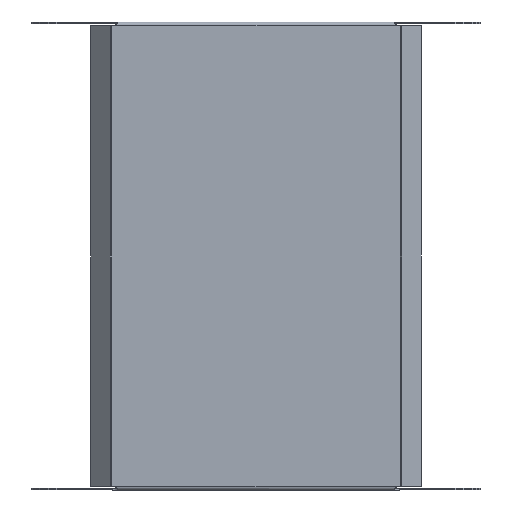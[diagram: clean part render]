
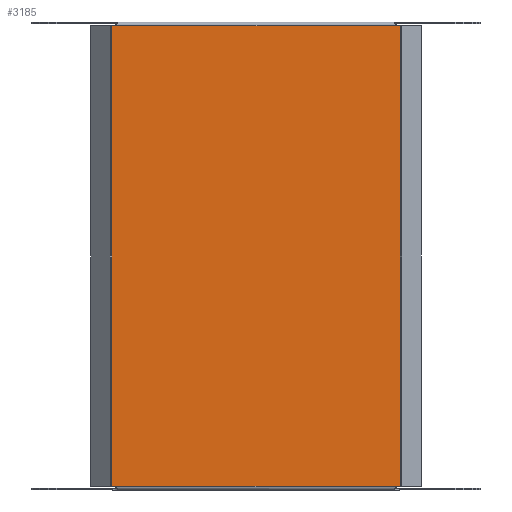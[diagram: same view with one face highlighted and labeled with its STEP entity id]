
A CAD part, front view. The second image highlights one B-rep face of the part: STEP entity #3185.
In plain terms, the highlighted planar face has unit normal (0, -1, 0).
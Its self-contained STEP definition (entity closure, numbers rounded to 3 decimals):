
#8 = CARTESIAN_POINT ( 'NONE',  ( -144., 0., 150. ) ) ;
#37 = CARTESIAN_POINT ( 'NONE',  ( -91.75, 0., 150.75 ) ) ;
#71 = EDGE_CURVE ( 'NONE', #2421, #607, #4622, .T. ) ;
#81 = CARTESIAN_POINT ( 'NONE',  ( 102.907, 0., 150. ) ) ;
#131 = DIRECTION ( 'NONE',  ( 1., 0., 0. ) ) ;
#134 = VECTOR ( 'NONE', #3746, 1000. ) ;
#139 = VERTEX_POINT ( 'NONE', #2906 ) ;
#172 = ORIENTED_EDGE ( 'NONE', *, *, #3432, .T. ) ;
#212 = DIRECTION ( 'NONE',  ( -1., 0., 0. ) ) ;
#267 = CARTESIAN_POINT ( 'NONE',  ( -144., 0., 147.5 ) ) ;
#301 = ORIENTED_EDGE ( 'NONE', *, *, #3836, .F. ) ;
#315 = ORIENTED_EDGE ( 'NONE', *, *, #2061, .F. ) ;
#335 = VERTEX_POINT ( 'NONE', #4649 ) ;
#360 = CARTESIAN_POINT ( 'NONE',  ( -91.75, 0., 147.5 ) ) ;
#393 = DIRECTION ( 'NONE',  ( 0., -1., 0. ) ) ;
#408 = ORIENTED_EDGE ( 'NONE', *, *, #1273, .F. ) ;
#511 = ORIENTED_EDGE ( 'NONE', *, *, #71, .F. ) ;
#538 = LINE ( 'NONE', #1509, #2624 ) ;
#581 = DIRECTION ( 'NONE',  ( 0., 0., -1. ) ) ;
#592 = DIRECTION ( 'NONE',  ( 1., 0., 0. ) ) ;
#607 = VERTEX_POINT ( 'NONE', #949 ) ;
#614 = DIRECTION ( 'NONE',  ( -1., 0., 0. ) ) ;
#704 = AXIS2_PLACEMENT_3D ( 'NONE', #2293, #834, #1161 ) ;
#728 = EDGE_CURVE ( 'NONE', #2444, #4006, #2353, .T. ) ;
#751 = LINE ( 'NONE', #267, #2969 ) ;
#776 = CIRCLE ( 'NONE', #3158, 3.25 ) ;
#794 = ORIENTED_EDGE ( 'NONE', *, *, #3742, .F. ) ;
#807 = ORIENTED_EDGE ( 'NONE', *, *, #2454, .T. ) ;
#834 = DIRECTION ( 'NONE',  ( 0., 1., 0. ) ) ;
#929 = VERTEX_POINT ( 'NONE', #360 ) ;
#949 = CARTESIAN_POINT ( 'NONE',  ( 93.25, 0., 147.5 ) ) ;
#978 = AXIS2_PLACEMENT_3D ( 'NONE', #1765, #3195, #1387 ) ;
#979 = CARTESIAN_POINT ( 'NONE',  ( 102.907, 0., -147.5 ) ) ;
#999 = CARTESIAN_POINT ( 'NONE',  ( -93.25, 0., -147.5 ) ) ;
#1027 = CARTESIAN_POINT ( 'NONE',  ( -93.25, 0., 147.5 ) ) ;
#1161 = DIRECTION ( 'NONE',  ( 0., 0., -1. ) ) ;
#1164 = EDGE_CURVE ( 'NONE', #1777, #2335, #1225, .T. ) ;
#1178 = VECTOR ( 'NONE', #2323, 1000. ) ;
#1181 = CARTESIAN_POINT ( 'NONE',  ( 90.5, 0., 147.75 ) ) ;
#1225 = LINE ( 'NONE', #1264, #2380 ) ;
#1252 = VECTOR ( 'NONE', #592, 1000. ) ;
#1258 = LINE ( 'NONE', #4175, #3253 ) ;
#1264 = CARTESIAN_POINT ( 'NONE',  ( -144., 0., -147.75 ) ) ;
#1273 = EDGE_CURVE ( 'NONE', #607, #4529, #751, .T. ) ;
#1303 = EDGE_CURVE ( 'NONE', #4532, #2128, #1894, .T. ) ;
#1365 = VERTEX_POINT ( 'NONE', #979 ) ;
#1387 = DIRECTION ( 'NONE',  ( 0., 0., -1. ) ) ;
#1391 = LINE ( 'NONE', #999, #4411 ) ;
#1411 = AXIS2_PLACEMENT_3D ( 'NONE', #8, #393, #3736 ) ;
#1509 = CARTESIAN_POINT ( 'NONE',  ( 93.25, 0., -147.5 ) ) ;
#1523 = CARTESIAN_POINT ( 'NONE',  ( 91.75, 0., -147.5 ) ) ;
#1578 = CARTESIAN_POINT ( 'NONE',  ( -93.25, 0., -147.5 ) ) ;
#1668 = ORIENTED_EDGE ( 'NONE', *, *, #1728, .F. ) ;
#1672 = CARTESIAN_POINT ( 'NONE',  ( -102.907, 0., 147.5 ) ) ;
#1686 = CIRCLE ( 'NONE', #4402, 3.25 ) ;
#1701 = VERTEX_POINT ( 'NONE', #4609 ) ;
#1728 = EDGE_CURVE ( 'NONE', #335, #2574, #1391, .T. ) ;
#1759 = EDGE_LOOP ( 'NONE', ( #2942, #4186, #1668, #3298, #301, #408, #511, #2815, #3632, #172, #794, #4260, #315, #2588, #4558, #807 ) ) ;
#1765 = CARTESIAN_POINT ( 'NONE',  ( 91.75, 0., -150.75 ) ) ;
#1766 = PLANE ( 'NONE',  #1411 ) ;
#1777 = VERTEX_POINT ( 'NONE', #2535 ) ;
#1894 = LINE ( 'NONE', #4331, #4416 ) ;
#2061 = EDGE_CURVE ( 'NONE', #1701, #3203, #1258, .T. ) ;
#2128 = VERTEX_POINT ( 'NONE', #1578 ) ;
#2231 = DIRECTION ( 'NONE',  ( 1., 0., 0. ) ) ;
#2275 = VECTOR ( 'NONE', #4408, 1000. ) ;
#2279 = CARTESIAN_POINT ( 'NONE',  ( -91.75, 0., -147.5 ) ) ;
#2293 = CARTESIAN_POINT ( 'NONE',  ( -91.75, 0., -150.75 ) ) ;
#2323 = DIRECTION ( 'NONE',  ( 0., 0., -1. ) ) ;
#2335 = VERTEX_POINT ( 'NONE', #2774 ) ;
#2336 = CARTESIAN_POINT ( 'NONE',  ( -144., 0., 147.75 ) ) ;
#2353 = LINE ( 'NONE', #2336, #2475 ) ;
#2380 = VECTOR ( 'NONE', #2759, 1000. ) ;
#2392 = LINE ( 'NONE', #3654, #2275 ) ;
#2421 = VERTEX_POINT ( 'NONE', #3184 ) ;
#2430 = DIRECTION ( 'NONE',  ( 1., 0., 0. ) ) ;
#2444 = VERTEX_POINT ( 'NONE', #3806 ) ;
#2454 = EDGE_CURVE ( 'NONE', #4532, #1777, #3827, .T. ) ;
#2475 = VECTOR ( 'NONE', #131, 1000. ) ;
#2535 = CARTESIAN_POINT ( 'NONE',  ( -90.5, 0., -147.75 ) ) ;
#2574 = VERTEX_POINT ( 'NONE', #1523 ) ;
#2578 = FACE_OUTER_BOUND ( 'NONE', #1759, .T. ) ;
#2588 = ORIENTED_EDGE ( 'NONE', *, *, #4390, .F. ) ;
#2622 = LINE ( 'NONE', #3577, #4650 ) ;
#2624 = VECTOR ( 'NONE', #2231, 1000. ) ;
#2729 = DIRECTION ( 'NONE',  ( 0., 0., 1. ) ) ;
#2759 = DIRECTION ( 'NONE',  ( 1., 0., 0. ) ) ;
#2774 = CARTESIAN_POINT ( 'NONE',  ( 90.5, 0., -147.75 ) ) ;
#2815 = ORIENTED_EDGE ( 'NONE', *, *, #3506, .T. ) ;
#2869 = DIRECTION ( 'NONE',  ( -1., 0., 0. ) ) ;
#2906 = CARTESIAN_POINT ( 'NONE',  ( -93.25, 0., 147.5 ) ) ;
#2942 = ORIENTED_EDGE ( 'NONE', *, *, #1164, .T. ) ;
#2957 = CARTESIAN_POINT ( 'NONE',  ( 102.907, 0., 147.5 ) ) ;
#2969 = VECTOR ( 'NONE', #2430, 1000. ) ;
#3158 = AXIS2_PLACEMENT_3D ( 'NONE', #37, #4069, #3726 ) ;
#3184 = CARTESIAN_POINT ( 'NONE',  ( 91.75, 0., 147.5 ) ) ;
#3185 = ADVANCED_FACE ( 'NONE', ( #2578 ), #1766, .T. ) ;
#3195 = DIRECTION ( 'NONE',  ( 0., 1., 0. ) ) ;
#3203 = VERTEX_POINT ( 'NONE', #1672 ) ;
#3253 = VECTOR ( 'NONE', #2729, 1000. ) ;
#3298 = ORIENTED_EDGE ( 'NONE', *, *, #4420, .T. ) ;
#3432 = EDGE_CURVE ( 'NONE', #2444, #929, #776, .T. ) ;
#3451 = CIRCLE ( 'NONE', #978, 3.25 ) ;
#3506 = EDGE_CURVE ( 'NONE', #2421, #4006, #1686, .T. ) ;
#3574 = EDGE_CURVE ( 'NONE', #2335, #2574, #3451, .T. ) ;
#3577 = CARTESIAN_POINT ( 'NONE',  ( -93.25, 0., 147.5 ) ) ;
#3632 = ORIENTED_EDGE ( 'NONE', *, *, #728, .F. ) ;
#3654 = CARTESIAN_POINT ( 'NONE',  ( -93.25, 0., 147.5 ) ) ;
#3726 = DIRECTION ( 'NONE',  ( 0., 0., -1. ) ) ;
#3736 = DIRECTION ( 'NONE',  ( 0., 0., -1. ) ) ;
#3742 = EDGE_CURVE ( 'NONE', #139, #929, #2392, .T. ) ;
#3746 = DIRECTION ( 'NONE',  ( -1., 0., 0. ) ) ;
#3806 = CARTESIAN_POINT ( 'NONE',  ( -90.5, 0., 147.75 ) ) ;
#3827 = CIRCLE ( 'NONE', #704, 3.25 ) ;
#3836 = EDGE_CURVE ( 'NONE', #4529, #1365, #4599, .T. ) ;
#3874 = DIRECTION ( 'NONE',  ( 0., 1., 0. ) ) ;
#4006 = VERTEX_POINT ( 'NONE', #1181 ) ;
#4069 = DIRECTION ( 'NONE',  ( 0., 1., 0. ) ) ;
#4130 = LINE ( 'NONE', #4316, #134 ) ;
#4175 = CARTESIAN_POINT ( 'NONE',  ( -102.907, 0., 150. ) ) ;
#4186 = ORIENTED_EDGE ( 'NONE', *, *, #3574, .T. ) ;
#4254 = CARTESIAN_POINT ( 'NONE',  ( 91.75, 0., 150.75 ) ) ;
#4260 = ORIENTED_EDGE ( 'NONE', *, *, #4715, .T. ) ;
#4316 = CARTESIAN_POINT ( 'NONE',  ( -144., 0., -147.5 ) ) ;
#4331 = CARTESIAN_POINT ( 'NONE',  ( -93.25, 0., -147.5 ) ) ;
#4390 = EDGE_CURVE ( 'NONE', #2128, #1701, #4130, .T. ) ;
#4402 = AXIS2_PLACEMENT_3D ( 'NONE', #4254, #3874, #581 ) ;
#4408 = DIRECTION ( 'NONE',  ( 1., 0., 0. ) ) ;
#4411 = VECTOR ( 'NONE', #2869, 1000. ) ;
#4416 = VECTOR ( 'NONE', #614, 1000. ) ;
#4420 = EDGE_CURVE ( 'NONE', #335, #1365, #538, .T. ) ;
#4529 = VERTEX_POINT ( 'NONE', #2957 ) ;
#4532 = VERTEX_POINT ( 'NONE', #2279 ) ;
#4558 = ORIENTED_EDGE ( 'NONE', *, *, #1303, .F. ) ;
#4599 = LINE ( 'NONE', #81, #1178 ) ;
#4609 = CARTESIAN_POINT ( 'NONE',  ( -102.907, 0., -147.5 ) ) ;
#4622 = LINE ( 'NONE', #1027, #1252 ) ;
#4649 = CARTESIAN_POINT ( 'NONE',  ( 93.25, 0., -147.5 ) ) ;
#4650 = VECTOR ( 'NONE', #212, 1000. ) ;
#4715 = EDGE_CURVE ( 'NONE', #139, #3203, #2622, .T. ) ;
